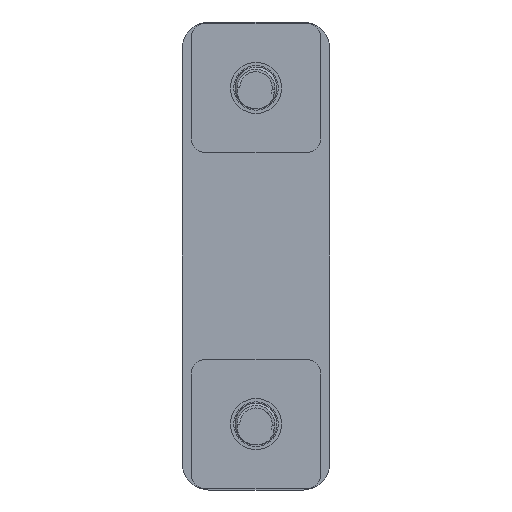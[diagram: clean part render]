
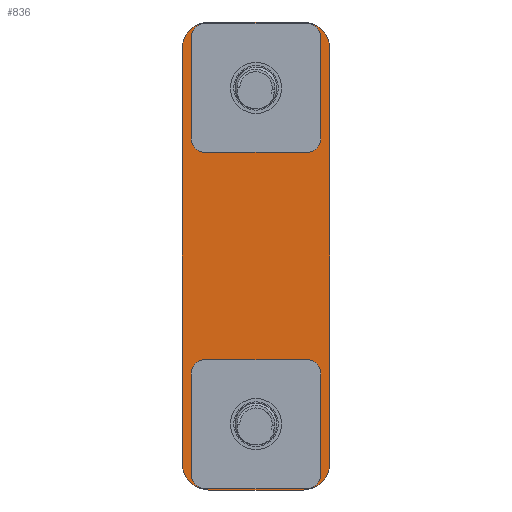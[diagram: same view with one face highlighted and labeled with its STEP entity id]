
A CAD part, front view. The second image highlights one B-rep face of the part: STEP entity #836.
In plain terms, the highlighted planar face has unit normal (0, -1, 0).
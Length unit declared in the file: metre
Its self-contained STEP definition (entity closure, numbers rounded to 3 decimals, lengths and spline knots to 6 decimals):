
#24=PLANE('',#909);
#60=CIRCLE('',#910,0.00127);
#61=CIRCLE('',#911,0.00127);
#62=CIRCLE('',#912,0.00127);
#63=CIRCLE('',#913,0.00127);
#64=CIRCLE('',#914,0.00254);
#65=CIRCLE('',#915,0.00254);
#66=CIRCLE('',#916,0.00254);
#67=CIRCLE('',#917,0.00254);
#68=CIRCLE('',#918,0.00127);
#69=CIRCLE('',#919,0.00127);
#70=CIRCLE('',#920,0.00127);
#71=CIRCLE('',#921,0.00127);
#156=ORIENTED_EDGE('',*,*,#398,.F.);
#157=ORIENTED_EDGE('',*,*,#399,.F.);
#158=ORIENTED_EDGE('',*,*,#400,.F.);
#159=ORIENTED_EDGE('',*,*,#401,.F.);
#160=ORIENTED_EDGE('',*,*,#402,.F.);
#161=ORIENTED_EDGE('',*,*,#403,.T.);
#162=ORIENTED_EDGE('',*,*,#404,.F.);
#163=ORIENTED_EDGE('',*,*,#405,.T.);
#164=ORIENTED_EDGE('',*,*,#406,.T.);
#165=ORIENTED_EDGE('',*,*,#392,.T.);
#166=ORIENTED_EDGE('',*,*,#407,.T.);
#167=ORIENTED_EDGE('',*,*,#394,.F.);
#168=ORIENTED_EDGE('',*,*,#408,.T.);
#169=ORIENTED_EDGE('',*,*,#382,.F.);
#170=ORIENTED_EDGE('',*,*,#409,.T.);
#171=ORIENTED_EDGE('',*,*,#386,.T.);
#172=ORIENTED_EDGE('',*,*,#410,.F.);
#173=ORIENTED_EDGE('',*,*,#411,.T.);
#174=ORIENTED_EDGE('',*,*,#412,.T.);
#175=ORIENTED_EDGE('',*,*,#413,.T.);
#176=ORIENTED_EDGE('',*,*,#414,.T.);
#177=ORIENTED_EDGE('',*,*,#415,.T.);
#178=ORIENTED_EDGE('',*,*,#416,.F.);
#179=ORIENTED_EDGE('',*,*,#417,.T.);
#382=EDGE_CURVE('',#502,#503,#568,.T.);
#386=EDGE_CURVE('',#506,#507,#572,.T.);
#392=EDGE_CURVE('',#513,#512,#578,.T.);
#394=EDGE_CURVE('',#514,#515,#580,.T.);
#398=EDGE_CURVE('',#518,#519,#60,.F.);
#399=EDGE_CURVE('',#520,#518,#584,.T.);
#400=EDGE_CURVE('',#521,#520,#61,.F.);
#401=EDGE_CURVE('',#522,#521,#585,.T.);
#402=EDGE_CURVE('',#523,#522,#62,.F.);
#403=EDGE_CURVE('',#523,#524,#586,.T.);
#404=EDGE_CURVE('',#525,#524,#63,.F.);
#405=EDGE_CURVE('',#525,#519,#587,.T.);
#406=EDGE_CURVE('',#507,#513,#64,.T.);
#407=EDGE_CURVE('',#512,#515,#65,.T.);
#408=EDGE_CURVE('',#514,#503,#66,.T.);
#409=EDGE_CURVE('',#502,#506,#67,.T.);
#410=EDGE_CURVE('',#526,#527,#588,.T.);
#411=EDGE_CURVE('',#526,#528,#68,.F.);
#412=EDGE_CURVE('',#528,#529,#589,.T.);
#413=EDGE_CURVE('',#529,#530,#69,.F.);
#414=EDGE_CURVE('',#530,#531,#590,.T.);
#415=EDGE_CURVE('',#531,#532,#70,.F.);
#416=EDGE_CURVE('',#533,#532,#591,.T.);
#417=EDGE_CURVE('',#533,#527,#71,.F.);
#502=VERTEX_POINT('',#3230);
#503=VERTEX_POINT('',#3231);
#506=VERTEX_POINT('',#3239);
#507=VERTEX_POINT('',#3240);
#512=VERTEX_POINT('',#3251);
#513=VERTEX_POINT('',#3253);
#514=VERTEX_POINT('',#3257);
#515=VERTEX_POINT('',#3258);
#518=VERTEX_POINT('',#3266);
#519=VERTEX_POINT('',#3267);
#520=VERTEX_POINT('',#3269);
#521=VERTEX_POINT('',#3271);
#522=VERTEX_POINT('',#3273);
#523=VERTEX_POINT('',#3275);
#524=VERTEX_POINT('',#3277);
#525=VERTEX_POINT('',#3279);
#526=VERTEX_POINT('',#3286);
#527=VERTEX_POINT('',#3287);
#528=VERTEX_POINT('',#3289);
#529=VERTEX_POINT('',#3291);
#530=VERTEX_POINT('',#3293);
#531=VERTEX_POINT('',#3295);
#532=VERTEX_POINT('',#3297);
#533=VERTEX_POINT('',#3299);
#568=LINE('',#3229,#626);
#572=LINE('',#3238,#630);
#578=LINE('',#3252,#636);
#580=LINE('',#3256,#638);
#584=LINE('',#3268,#642);
#585=LINE('',#3272,#643);
#586=LINE('',#3276,#644);
#587=LINE('',#3280,#645);
#588=LINE('',#3285,#646);
#589=LINE('',#3290,#647);
#590=LINE('',#3294,#648);
#591=LINE('',#3298,#649);
#626=VECTOR('',#1012,1.);
#630=VECTOR('',#1018,1.);
#636=VECTOR('',#1026,1.);
#638=VECTOR('',#1030,1.);
#642=VECTOR('',#1038,1.);
#643=VECTOR('',#1041,1.);
#644=VECTOR('',#1044,1.);
#645=VECTOR('',#1047,1.);
#646=VECTOR('',#1056,1.);
#647=VECTOR('',#1059,1.);
#648=VECTOR('',#1062,1.);
#649=VECTOR('',#1065,1.);
#688=EDGE_LOOP('',(#156,#157,#158,#159,#160,#161,#162,#163));
#689=EDGE_LOOP('',(#164,#165,#166,#167,#168,#169,#170,#171));
#690=EDGE_LOOP('',(#172,#173,#174,#175,#176,#177,#178,#179));
#752=FACE_BOUND('',#688,.T.);
#753=FACE_BOUND('',#689,.T.);
#754=FACE_BOUND('',#690,.T.);
#836=ADVANCED_FACE('',(#752,#753,#754),#24,.T.);
#909=AXIS2_PLACEMENT_3D('',#3264,#1034,#1035);
#910=AXIS2_PLACEMENT_3D('',#3265,#1036,#1037);
#911=AXIS2_PLACEMENT_3D('',#3270,#1039,#1040);
#912=AXIS2_PLACEMENT_3D('',#3274,#1042,#1043);
#913=AXIS2_PLACEMENT_3D('',#3278,#1045,#1046);
#914=AXIS2_PLACEMENT_3D('',#3281,#1048,#1049);
#915=AXIS2_PLACEMENT_3D('',#3282,#1050,#1051);
#916=AXIS2_PLACEMENT_3D('',#3283,#1052,#1053);
#917=AXIS2_PLACEMENT_3D('',#3284,#1054,#1055);
#918=AXIS2_PLACEMENT_3D('',#3288,#1057,#1058);
#919=AXIS2_PLACEMENT_3D('',#3292,#1060,#1061);
#920=AXIS2_PLACEMENT_3D('',#3296,#1063,#1064);
#921=AXIS2_PLACEMENT_3D('',#3300,#1066,#1067);
#1012=DIRECTION('',(0.,0.,-1.));
#1018=DIRECTION('',(-1.,0.,0.));
#1026=DIRECTION('',(0.,0.,-1.));
#1030=DIRECTION('',(-1.,0.,0.));
#1034=DIRECTION('',(0.,-1.,0.));
#1035=DIRECTION('',(1.,0.,0.));
#1036=DIRECTION('',(0.,1.,0.));
#1037=DIRECTION('',(0.,0.,1.));
#1038=DIRECTION('',(-1.,0.,0.));
#1039=DIRECTION('',(0.,1.,0.));
#1040=DIRECTION('',(0.,0.,1.));
#1041=DIRECTION('',(0.,0.,1.));
#1042=DIRECTION('',(0.,1.,0.));
#1043=DIRECTION('',(0.,0.,1.));
#1044=DIRECTION('',(-1.,0.,0.));
#1045=DIRECTION('',(0.,1.,0.));
#1046=DIRECTION('',(0.,0.,1.));
#1047=DIRECTION('',(0.,0.,1.));
#1048=DIRECTION('',(0.,-1.,0.));
#1049=DIRECTION('',(0.,0.,-1.));
#1050=DIRECTION('',(0.,-1.,0.));
#1051=DIRECTION('',(0.,0.,-1.));
#1052=DIRECTION('',(0.,-1.,0.));
#1053=DIRECTION('',(0.,0.,-1.));
#1054=DIRECTION('',(0.,-1.,0.));
#1055=DIRECTION('',(0.,0.,-1.));
#1056=DIRECTION('',(-1.,0.,0.));
#1057=DIRECTION('',(0.,-1.,0.));
#1058=DIRECTION('',(0.,0.,-1.));
#1059=DIRECTION('',(0.,0.,-1.));
#1060=DIRECTION('',(0.,-1.,0.));
#1061=DIRECTION('',(0.,0.,-1.));
#1062=DIRECTION('',(-1.,0.,0.));
#1063=DIRECTION('',(0.,-1.,0.));
#1064=DIRECTION('',(0.,0.,-1.));
#1065=DIRECTION('',(0.,0.,-1.));
#1066=DIRECTION('',(0.,-1.,0.));
#1067=DIRECTION('',(0.,0.,-1.));
#3229=CARTESIAN_POINT('',(0.006985,-0.003175,0.));
#3230=CARTESIAN_POINT('',(0.006985,-0.003175,0.019558));
#3231=CARTESIAN_POINT('',(0.006985,-0.003175,-0.019558));
#3238=CARTESIAN_POINT('',(0.,-0.003175,0.022098));
#3239=CARTESIAN_POINT('',(0.004445,-0.003175,0.022098));
#3240=CARTESIAN_POINT('',(-0.004445,-0.003175,0.022098));
#3251=CARTESIAN_POINT('',(-0.006985,-0.003175,-0.019558));
#3252=CARTESIAN_POINT('',(-0.006985,-0.003175,0.));
#3253=CARTESIAN_POINT('',(-0.006985,-0.003175,0.019558));
#3256=CARTESIAN_POINT('',(0.,-0.003175,-0.022098));
#3257=CARTESIAN_POINT('',(0.004445,-0.003175,-0.022098));
#3258=CARTESIAN_POINT('',(-0.004445,-0.003175,-0.022098));
#3264=CARTESIAN_POINT('',(0.,-0.003175,0.));
#3265=CARTESIAN_POINT('',(-0.004826,-0.003175,-0.011049));
#3266=CARTESIAN_POINT('',(-0.004826,-0.003175,-0.009779));
#3267=CARTESIAN_POINT('',(-0.006096,-0.003175,-0.011049));
#3268=CARTESIAN_POINT('',(0.,-0.003175,-0.009779));
#3269=CARTESIAN_POINT('',(0.004826,-0.003175,-0.009779));
#3270=CARTESIAN_POINT('',(0.004826,-0.003175,-0.011049));
#3271=CARTESIAN_POINT('',(0.006096,-0.003175,-0.011049));
#3272=CARTESIAN_POINT('',(0.006096,-0.003175,-0.015875));
#3273=CARTESIAN_POINT('',(0.006096,-0.003175,-0.020701));
#3274=CARTESIAN_POINT('',(0.004826,-0.003175,-0.020701));
#3275=CARTESIAN_POINT('',(0.004826,-0.003175,-0.021971));
#3276=CARTESIAN_POINT('',(0.,-0.003175,-0.021971));
#3277=CARTESIAN_POINT('',(-0.004826,-0.003175,-0.021971));
#3278=CARTESIAN_POINT('',(-0.004826,-0.003175,-0.020701));
#3279=CARTESIAN_POINT('',(-0.006096,-0.003175,-0.020701));
#3280=CARTESIAN_POINT('',(-0.006096,-0.003175,-0.015875));
#3281=CARTESIAN_POINT('',(-0.004445,-0.003175,0.019558));
#3282=CARTESIAN_POINT('',(-0.004445,-0.003175,-0.019558));
#3283=CARTESIAN_POINT('',(0.004445,-0.003175,-0.019558));
#3284=CARTESIAN_POINT('',(0.004445,-0.003175,0.019558));
#3285=CARTESIAN_POINT('',(0.,-0.003175,0.021971));
#3286=CARTESIAN_POINT('',(0.004826,-0.003175,0.021971));
#3287=CARTESIAN_POINT('',(-0.004826,-0.003175,0.021971));
#3288=CARTESIAN_POINT('',(0.004826,-0.003175,0.020701));
#3289=CARTESIAN_POINT('',(0.006096,-0.003175,0.020701));
#3290=CARTESIAN_POINT('',(0.006096,-0.003175,0.015875));
#3291=CARTESIAN_POINT('',(0.006096,-0.003175,0.011049));
#3292=CARTESIAN_POINT('',(0.004826,-0.003175,0.011049));
#3293=CARTESIAN_POINT('',(0.004826,-0.003175,0.009779));
#3294=CARTESIAN_POINT('',(0.,-0.003175,0.009779));
#3295=CARTESIAN_POINT('',(-0.004826,-0.003175,0.009779));
#3296=CARTESIAN_POINT('',(-0.004826,-0.003175,0.011049));
#3297=CARTESIAN_POINT('',(-0.006096,-0.003175,0.011049));
#3298=CARTESIAN_POINT('',(-0.006096,-0.003175,0.015875));
#3299=CARTESIAN_POINT('',(-0.006096,-0.003175,0.020701));
#3300=CARTESIAN_POINT('',(-0.004826,-0.003175,0.020701));
